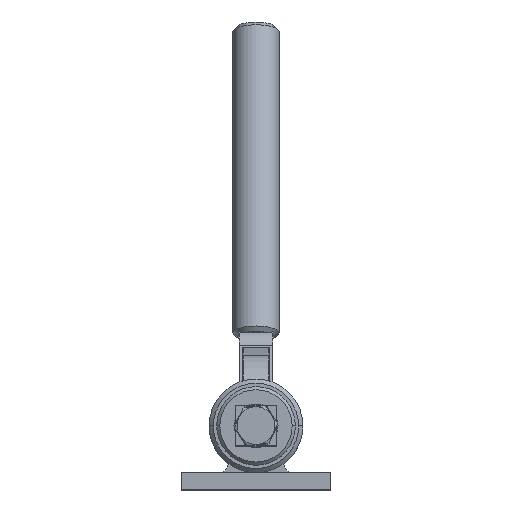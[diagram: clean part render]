
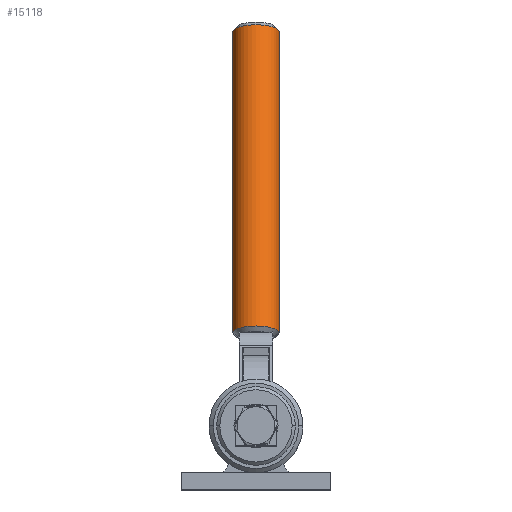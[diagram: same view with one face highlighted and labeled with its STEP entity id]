
A CAD part, top view. The second image highlights one B-rep face of the part: STEP entity #15118.
In plain terms, the highlighted cylindrical face has radius 10.85 mm (diameter 21.7 mm), a partial arc.
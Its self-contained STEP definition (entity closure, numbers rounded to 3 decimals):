
#4615 = VERTEX_POINT ( 'NONE', #26650 ) ;
#4646 = VERTEX_POINT ( 'NONE', #26619 ) ;
#4648 = VERTEX_POINT ( 'NONE', #26617 ) ;
#6368 = ORIENTED_EDGE ( 'NONE', *, *, #17706, .F. ) ;
#6369 = ORIENTED_EDGE ( 'NONE', *, *, #17827, .T. ) ;
#6370 = ORIENTED_EDGE ( 'NONE', *, *, #18008, .T. ) ;
#6371 = ORIENTED_EDGE ( 'NONE', *, *, #18016, .F. ) ;
#6746 = EDGE_LOOP ( 'NONE', ( #6368, #6369, #6370, #6371 ) ) ;
#10922 = DIRECTION ( 'NONE',  ( 0., -1., 0. ) ) ;
#10941 = CARTESIAN_POINT ( 'NONE',  ( 30., 0., -10.85 ) ) ;
#12406 = DIRECTION ( 'NONE',  ( 0., 0., -1. ) ) ;
#12409 = DIRECTION ( 'NONE',  ( 0., -1., 0. ) ) ;
#12412 = CARTESIAN_POINT ( 'NONE',  ( 30., 46., 0. ) ) ;
#13319 = DIRECTION ( 'NONE',  ( 0., 0., -1. ) ) ;
#13320 = DIRECTION ( 'NONE',  ( 0., -1., 0. ) ) ;
#13321 = CARTESIAN_POINT ( 'NONE',  ( 30., 194., 0. ) ) ;
#13826 = AXIS2_PLACEMENT_3D ( 'NONE', #12412, #12409, #12406 ) ;
#13869 = AXIS2_PLACEMENT_3D ( 'NONE', #13321, #13320, #13319 ) ;
#14454 = DIRECTION ( 'NONE',  ( 0., -1., 0. ) ) ;
#14460 = CARTESIAN_POINT ( 'NONE',  ( 30., 0., 10.85 ) ) ;
#15118 = ADVANCED_FACE ( 'NONE', ( #18851 ), #18854, .T. ) ;
#16319 = LINE ( 'NONE', #14460, #16332 ) ;
#16332 = VECTOR ( 'NONE', #14454, 1000. ) ;
#16557 = CIRCLE ( 'NONE', #13869, 10.85 ) ;
#16755 = LINE ( 'NONE', #10941, #16760 ) ;
#16760 = VECTOR ( 'NONE', #10922, 1000. ) ;
#16766 = CIRCLE ( 'NONE', #13826, 10.85 ) ;
#17705 = AXIS2_PLACEMENT_3D ( 'NONE', #20958, #20954, #20967 ) ;
#17706 = EDGE_CURVE ( 'NONE', #4615, #4646, #16319, .T. ) ;
#17827 = EDGE_CURVE ( 'NONE', #4615, #4648, #16557, .T. ) ;
#18008 = EDGE_CURVE ( 'NONE', #4648, #26180, #16755, .T. ) ;
#18016 = EDGE_CURVE ( 'NONE', #4646, #26180, #16766, .T. ) ;
#18851 = FACE_OUTER_BOUND ( 'NONE', #6746, .T. ) ;
#18854 = CYLINDRICAL_SURFACE ( 'NONE', #17705, 10.85 ) ;
#20954 = DIRECTION ( 'NONE',  ( 0., -1., 0. ) ) ;
#20958 = CARTESIAN_POINT ( 'NONE',  ( 30., 0., 0. ) ) ;
#20967 = DIRECTION ( 'NONE',  ( 0., 0., -1. ) ) ;
#25438 = CARTESIAN_POINT ( 'NONE',  ( 30., 46., -10.85 ) ) ;
#26180 = VERTEX_POINT ( 'NONE', #25438 ) ;
#26617 = CARTESIAN_POINT ( 'NONE',  ( 30., 194., -10.85 ) ) ;
#26619 = CARTESIAN_POINT ( 'NONE',  ( 30., 46., 10.85 ) ) ;
#26650 = CARTESIAN_POINT ( 'NONE',  ( 30., 194., 10.85 ) ) ;
